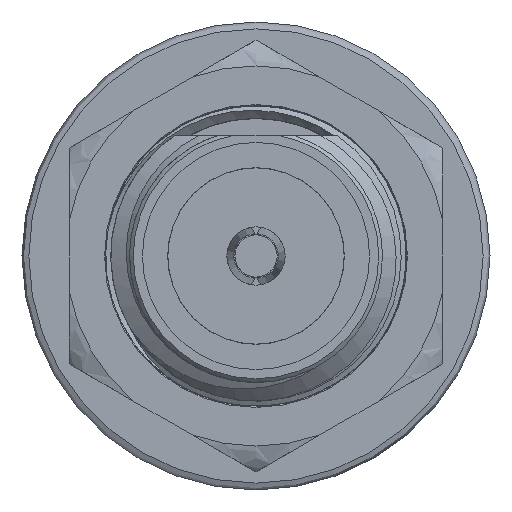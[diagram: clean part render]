
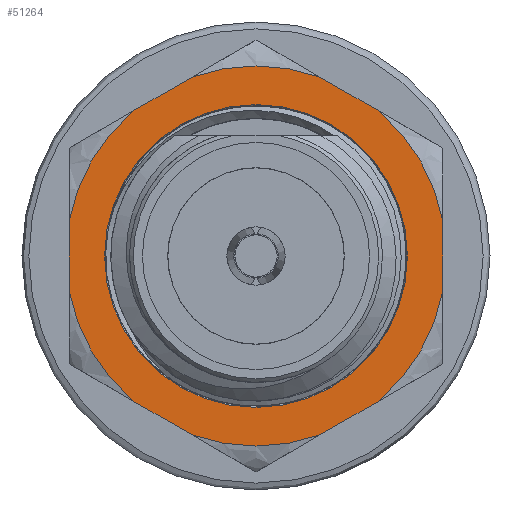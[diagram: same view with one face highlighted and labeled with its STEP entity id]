
A CAD part, front view. The second image highlights one B-rep face of the part: STEP entity #51264.
In plain terms, the highlighted planar face has unit normal (0, -1, 0).
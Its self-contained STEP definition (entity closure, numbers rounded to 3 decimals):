
#11211=CIRCLE('',#54543,3.3);
#11212=CIRCLE('',#54544,4.142);
#11213=CIRCLE('',#54545,4.142);
#11214=CIRCLE('',#54546,4.142);
#11215=CIRCLE('',#54547,4.142);
#11216=CIRCLE('',#54548,4.142);
#11217=CIRCLE('',#54549,4.142);
#17099=ORIENTED_EDGE('',*,*,#30793,.T.);
#17100=ORIENTED_EDGE('',*,*,#30794,.F.);
#17101=ORIENTED_EDGE('',*,*,#30795,.T.);
#17102=ORIENTED_EDGE('',*,*,#30796,.F.);
#17103=ORIENTED_EDGE('',*,*,#30797,.T.);
#17104=ORIENTED_EDGE('',*,*,#30798,.F.);
#17105=ORIENTED_EDGE('',*,*,#30799,.T.);
#17106=ORIENTED_EDGE('',*,*,#30800,.F.);
#17107=ORIENTED_EDGE('',*,*,#30801,.T.);
#17108=ORIENTED_EDGE('',*,*,#30802,.F.);
#17109=ORIENTED_EDGE('',*,*,#30803,.T.);
#17110=ORIENTED_EDGE('',*,*,#30804,.F.);
#17111=ORIENTED_EDGE('',*,*,#30805,.T.);
#30793=EDGE_CURVE('',#37710,#37710,#11211,.F.);
#30794=EDGE_CURVE('',#37711,#37712,#11212,.F.);
#30795=EDGE_CURVE('',#37711,#37713,#40737,.T.);
#30796=EDGE_CURVE('',#37714,#37713,#11213,.F.);
#30797=EDGE_CURVE('',#37714,#37715,#40738,.T.);
#30798=EDGE_CURVE('',#37716,#37715,#11214,.F.);
#30799=EDGE_CURVE('',#37716,#37717,#40739,.T.);
#30800=EDGE_CURVE('',#37718,#37717,#11215,.F.);
#30801=EDGE_CURVE('',#37718,#37719,#40740,.T.);
#30802=EDGE_CURVE('',#37720,#37719,#11216,.F.);
#30803=EDGE_CURVE('',#37720,#37721,#40741,.T.);
#30804=EDGE_CURVE('',#37722,#37721,#11217,.F.);
#30805=EDGE_CURVE('',#37722,#37712,#40742,.T.);
#37710=VERTEX_POINT('',#104622);
#37711=VERTEX_POINT('',#104624);
#37712=VERTEX_POINT('',#104625);
#37713=VERTEX_POINT('',#104627);
#37714=VERTEX_POINT('',#104629);
#37715=VERTEX_POINT('',#104631);
#37716=VERTEX_POINT('',#104633);
#37717=VERTEX_POINT('',#104635);
#37718=VERTEX_POINT('',#104637);
#37719=VERTEX_POINT('',#104639);
#37720=VERTEX_POINT('',#104641);
#37721=VERTEX_POINT('',#104643);
#37722=VERTEX_POINT('',#104645);
#40737=LINE('',#104626,#41161);
#40738=LINE('',#104630,#41162);
#40739=LINE('',#104634,#41163);
#40740=LINE('',#104638,#41164);
#40741=LINE('',#104642,#41165);
#40742=LINE('',#104646,#41166);
#41161=VECTOR('',#56743,1000.);
#41162=VECTOR('',#56746,1000.);
#41163=VECTOR('',#56749,1000.);
#41164=VECTOR('',#56752,1000.);
#41165=VECTOR('',#56755,1000.);
#41166=VECTOR('',#56758,1000.);
#42808=EDGE_LOOP('',(#17099));
#42809=EDGE_LOOP('',(#17100,#17101,#17102,#17103,#17104,#17105,#17106,#17107,
#17108,#17109,#17110,#17111));
#46925=FACE_BOUND('',#42808,.T.);
#46926=FACE_BOUND('',#42809,.T.);
#49741=PLANE('',#54542);
#51264=ADVANCED_FACE('',(#46925,#46926),#49741,.T.);
#54542=AXIS2_PLACEMENT_3D('',#104620,#56737,#56738);
#54543=AXIS2_PLACEMENT_3D('',#104621,#56739,#56740);
#54544=AXIS2_PLACEMENT_3D('',#104623,#56741,#56742);
#54545=AXIS2_PLACEMENT_3D('',#104628,#56744,#56745);
#54546=AXIS2_PLACEMENT_3D('',#104632,#56747,#56748);
#54547=AXIS2_PLACEMENT_3D('',#104636,#56750,#56751);
#54548=AXIS2_PLACEMENT_3D('',#104640,#56753,#56754);
#54549=AXIS2_PLACEMENT_3D('',#104644,#56756,#56757);
#56737=DIRECTION('',(0.,-1.,0.));
#56738=DIRECTION('',(1.,0.,0.));
#56739=DIRECTION('',(0.,-1.,0.));
#56740=DIRECTION('',(1.,0.,0.));
#56741=DIRECTION('',(0.,-1.,0.));
#56742=DIRECTION('',(1.,0.,0.));
#56743=DIRECTION('',(0.,0.,1.));
#56744=DIRECTION('',(0.,-1.,0.));
#56745=DIRECTION('',(1.,0.,0.));
#56746=DIRECTION('',(-0.866,0.,0.5));
#56747=DIRECTION('',(0.,-1.,0.));
#56748=DIRECTION('',(1.,0.,0.));
#56749=DIRECTION('',(-0.866,0.,-0.5));
#56750=DIRECTION('',(0.,-1.,0.));
#56751=DIRECTION('',(1.,0.,0.));
#56752=DIRECTION('',(0.,0.,-1.));
#56753=DIRECTION('',(0.,-1.,0.));
#56754=DIRECTION('',(1.,0.,0.));
#56755=DIRECTION('',(0.866,0.,-0.5));
#56756=DIRECTION('',(0.,-1.,0.));
#56757=DIRECTION('',(1.,0.,0.));
#56758=DIRECTION('',(0.866,0.,0.5));
#104620=CARTESIAN_POINT('',(0.,-75.55,0.));
#104621=CARTESIAN_POINT('',(0.,-75.55,0.));
#104622=CARTESIAN_POINT('',(3.3,-75.55,0.));
#104623=CARTESIAN_POINT('',(0.,-75.55,0.));
#104624=CARTESIAN_POINT('',(4.075,-75.55,-0.744));
#104625=CARTESIAN_POINT('',(2.682,-75.55,-3.157));
#104626=CARTESIAN_POINT('',(4.075,-75.55,-2.353));
#104627=CARTESIAN_POINT('',(4.075,-75.55,0.744));
#104628=CARTESIAN_POINT('',(0.,-75.55,0.));
#104629=CARTESIAN_POINT('',(2.682,-75.55,3.157));
#104630=CARTESIAN_POINT('',(4.075,-75.55,2.353));
#104631=CARTESIAN_POINT('',(1.393,-75.55,3.901));
#104632=CARTESIAN_POINT('',(0.,-75.55,0.));
#104633=CARTESIAN_POINT('',(-1.393,-75.55,3.901));
#104634=CARTESIAN_POINT('',(0.,-75.55,4.705));
#104635=CARTESIAN_POINT('',(-2.682,-75.55,3.157));
#104636=CARTESIAN_POINT('',(0.,-75.55,0.));
#104637=CARTESIAN_POINT('',(-4.075,-75.55,0.744));
#104638=CARTESIAN_POINT('',(-4.075,-75.55,2.353));
#104639=CARTESIAN_POINT('',(-4.075,-75.55,-0.744));
#104640=CARTESIAN_POINT('',(0.,-75.55,0.));
#104641=CARTESIAN_POINT('',(-2.682,-75.55,-3.157));
#104642=CARTESIAN_POINT('',(-4.075,-75.55,-2.353));
#104643=CARTESIAN_POINT('',(-1.393,-75.55,-3.901));
#104644=CARTESIAN_POINT('',(0.,-75.55,0.));
#104645=CARTESIAN_POINT('',(1.393,-75.55,-3.901));
#104646=CARTESIAN_POINT('',(0.,-75.55,-4.705));
